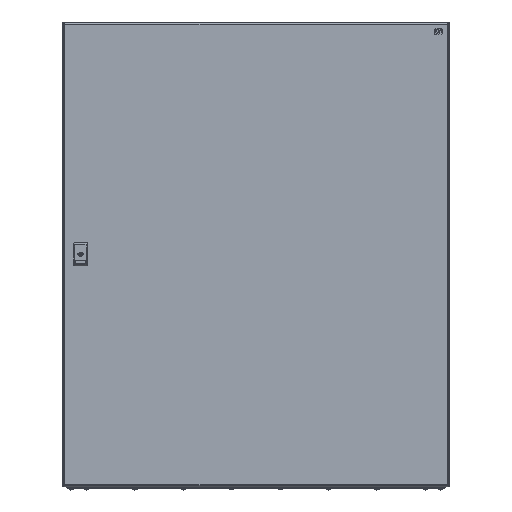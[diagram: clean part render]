
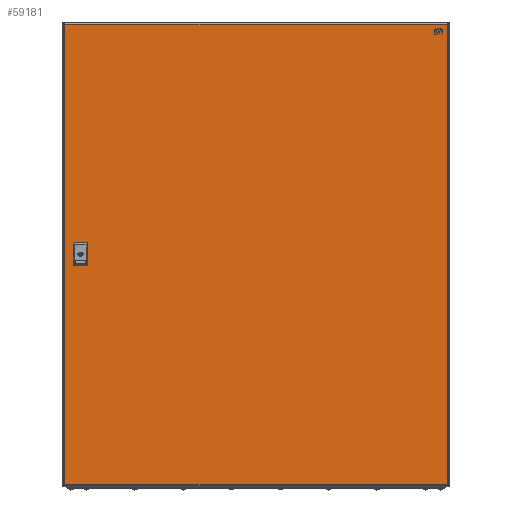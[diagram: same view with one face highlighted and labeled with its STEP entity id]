
A CAD part, front view. The second image highlights one B-rep face of the part: STEP entity #59181.
In plain terms, the highlighted face is planar.
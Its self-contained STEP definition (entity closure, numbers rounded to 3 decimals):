
#58571=DIRECTION('',(-1.,0.,0.));
#58572=VECTOR('',#58571,50.);
#58573=CARTESIAN_POINT('',(25.,-465.5,0.));
#58574=LINE('',#58573,#58572);
#58578=DIRECTION('',(0.,1.,0.));
#58579=VECTOR('',#58578,25.);
#58580=CARTESIAN_POINT('',(-25.,-465.5,0.));
#58581=LINE('',#58580,#58579);
#58585=DIRECTION('',(1.,0.,0.));
#58586=VECTOR('',#58585,50.);
#58587=CARTESIAN_POINT('',(-25.,-440.5,0.));
#58588=LINE('',#58587,#58586);
#58592=DIRECTION('',(0.,-1.,0.));
#58593=VECTOR('',#58592,25.);
#58594=CARTESIAN_POINT('',(25.,-440.5,0.));
#58595=LINE('',#58594,#58593);
#58606=DIRECTION('',(0.,1.,0.));
#58607=VECTOR('',#58606,988.4);
#58608=CARTESIAN_POINT('',(-594.5,-494.2,0.));
#58609=LINE('',#58608,#58607);
#58739=DIRECTION('',(1.,0.,0.));
#58740=VECTOR('',#58739,1189.);
#58741=CARTESIAN_POINT('',(-594.5,494.2,0.));
#58742=LINE('',#58741,#58740);
#58784=DIRECTION('',(0.,-1.,0.));
#58785=VECTOR('',#58784,988.4);
#58786=CARTESIAN_POINT('',(594.5,494.2,0.));
#58787=LINE('',#58786,#58785);
#58843=DIRECTION('',(-1.,0.,0.));
#58844=VECTOR('',#58843,1189.);
#58845=CARTESIAN_POINT('',(594.5,-494.2,0.));
#58846=LINE('',#58845,#58844);
#59079=CARTESIAN_POINT('',(-594.5,-494.2,0.));
#59080=CARTESIAN_POINT('',(-594.5,494.2,0.));
#59081=VERTEX_POINT('',#59079);
#59082=VERTEX_POINT('',#59080);
#59083=CARTESIAN_POINT('',(594.5,-494.2,0.));
#59084=VERTEX_POINT('',#59083);
#59085=CARTESIAN_POINT('',(594.5,494.2,0.));
#59086=VERTEX_POINT('',#59085);
#59087=CARTESIAN_POINT('',(25.,-465.5,0.));
#59088=CARTESIAN_POINT('',(-25.,-465.5,0.));
#59089=VERTEX_POINT('',#59087);
#59090=VERTEX_POINT('',#59088);
#59091=CARTESIAN_POINT('',(-25.,-440.5,0.));
#59092=VERTEX_POINT('',#59091);
#59093=CARTESIAN_POINT('',(25.,-440.5,0.));
#59094=VERTEX_POINT('',#59093);
#59156=CARTESIAN_POINT('',(0.,0.,0.));
#59157=DIRECTION('',(0.,0.,-1.));
#59158=DIRECTION('',(-1.,0.,0.));
#59159=AXIS2_PLACEMENT_3D('',#59156,#59157,#59158);
#59160=PLANE('',#59159);
#59162=ORIENTED_EDGE('',*,*,#59161,.F.);
#59164=ORIENTED_EDGE('',*,*,#59163,.F.);
#59166=ORIENTED_EDGE('',*,*,#59165,.F.);
#59168=ORIENTED_EDGE('',*,*,#59167,.F.);
#59169=EDGE_LOOP('',(#59162,#59164,#59166,#59168));
#59170=FACE_OUTER_BOUND('',#59169,.F.);
#59172=ORIENTED_EDGE('',*,*,#59171,.T.);
#59174=ORIENTED_EDGE('',*,*,#59173,.T.);
#59176=ORIENTED_EDGE('',*,*,#59175,.T.);
#59178=ORIENTED_EDGE('',*,*,#59177,.T.);
#59179=EDGE_LOOP('',(#59172,#59174,#59176,#59178));
#59180=FACE_BOUND('',#59179,.F.);
#59161=EDGE_CURVE('',#59081,#59082,#58609,.T.);
#59163=EDGE_CURVE('',#59084,#59081,#58846,.T.);
#59165=EDGE_CURVE('',#59086,#59084,#58787,.T.);
#59167=EDGE_CURVE('',#59082,#59086,#58742,.T.);
#59171=EDGE_CURVE('',#59089,#59090,#58574,.T.);
#59173=EDGE_CURVE('',#59090,#59092,#58581,.T.);
#59175=EDGE_CURVE('',#59092,#59094,#58588,.T.);
#59177=EDGE_CURVE('',#59094,#59089,#58595,.T.);
#59181=ADVANCED_FACE('',(#59170,#59180),#59160,.T.);
